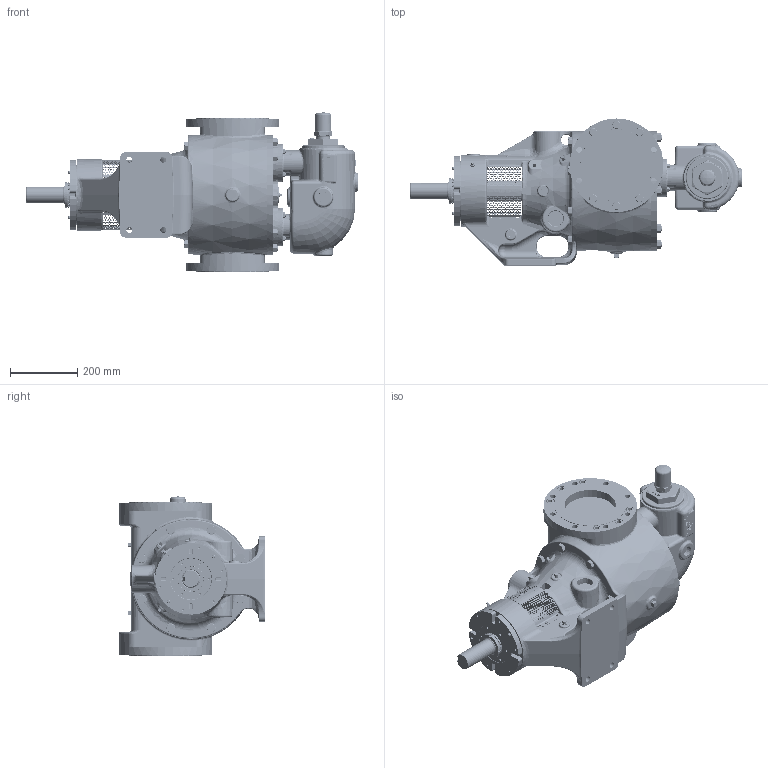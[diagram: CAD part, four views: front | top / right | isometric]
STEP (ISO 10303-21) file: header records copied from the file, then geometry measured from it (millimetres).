
FILE_DESCRIPTION (( 'STEP AP214' ), '1' );
FILE_NAME ('QV-2214.STEP', '2024-02-12T18:03:08', ( '' ), ( '' ), 'SwSTEP 2.0', 'SolidWorks 2022', '' );
FILE_SCHEMA (( 'AUTOMOTIVE_DESIGN' ));
Length unit declared in the file: inch
Products named in the file (1): QV-2214
Bounding box: 990.58 x 438.15 x 474.78 mm (x, y, z)
Volume: 55596326.5 mm3; surface area: 1708388.3 mm2
Topology: 1 solids, 1 shells, 8364 faces, 22952 edges, 14807 vertices
Faces by surface type: bspline 3870, plane 2910, cylinder 743, cone 599, torus 158, sphere 84
Entity records: 413525 total; most frequent: CARTESIAN_POINT 175405, ORIENTED_EDGE 45698, DIRECTION 28146, EDGE_CURVE 22849, VERTEX_POINT 14802, EDGE_LOOP 9993, AXIS2_PLACEMENT_3D 9733, LINE 8680
